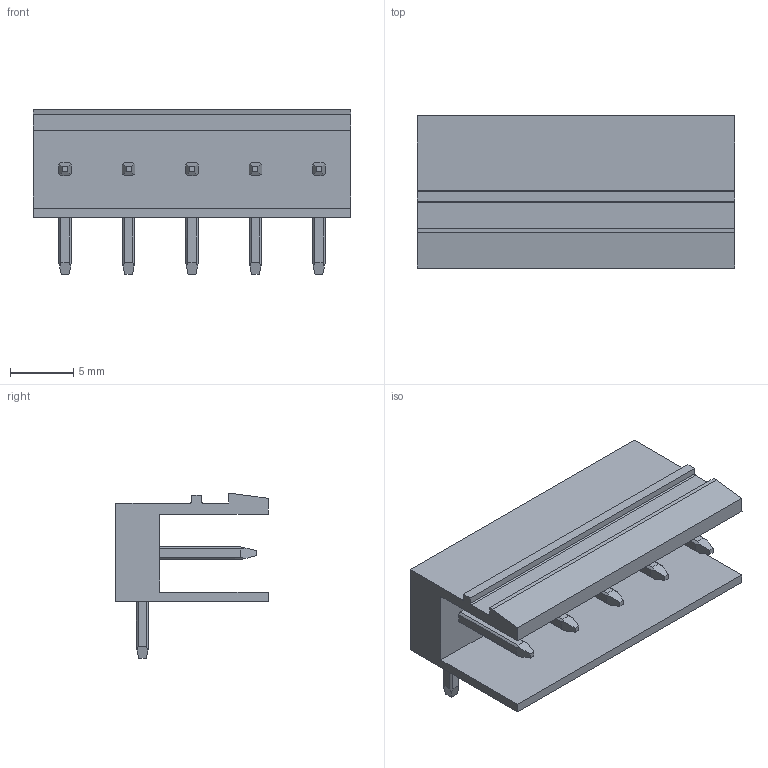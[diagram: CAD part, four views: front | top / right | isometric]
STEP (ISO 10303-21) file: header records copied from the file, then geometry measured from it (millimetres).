
FILE_DESCRIPTION(('CATIA V5 STEP Exchange','CAx-IF Rec.Pracs.--- Model Styling and Organization---1.4--- 2014-01-23'),'2;1');
FILE_NAME ('D1487380_0_1626020000_1626020000.stp','2021-05-17T09:34:11+00:00',('none'),('Weidmueller'),'CATIA Version 5-6 Release 2016 SP3 HF44','CATIA V5 STEP AP214','none');
FILE_SCHEMA(('AUTOMOTIVE_DESIGN { 1 0 10303 214 1 1 1 1 }'));
Length unit declared in the file: millimetre
Products named in the file (1): 1626020000
Bounding box: 25 x 12 x 13 mm (x, y, z)
Volume: 1125.3 mm3; surface area: 1950 mm2
Topology: 6 solids, 6 shells, 209 faces, 581 edges, 384 vertices
Faces by surface type: plane 127, cylinder 82
Entity records: 6766 total; most frequent: CARTESIAN_POINT 1528, ORIENTED_EDGE 1162, DIRECTION 805, EDGE_CURVE 581, VECTOR 417, LINE 417, VERTEX_POINT 384, EDGE_LOOP 219
